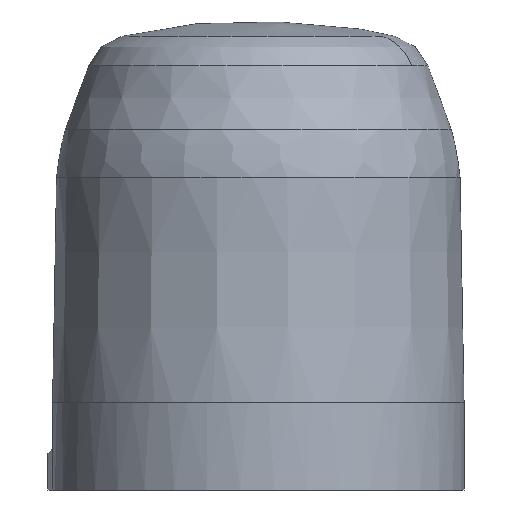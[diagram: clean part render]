
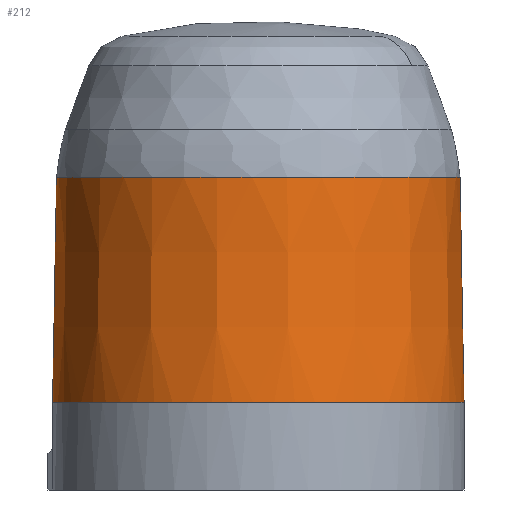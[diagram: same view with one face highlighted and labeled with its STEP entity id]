
A CAD part, front view. The second image highlights one B-rep face of the part: STEP entity #212.
In plain terms, the highlighted conical face has half-angle 1 degrees and reference radius 35.01 mm.
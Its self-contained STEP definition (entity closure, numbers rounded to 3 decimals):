
#180=CONICAL_SURFACE('',#476,35.01,1.);
#212=ADVANCED_FACE('',(#276,#277),#180,.T.);
#276=FACE_BOUND('',#293,.T.);
#277=FACE_BOUND('',#294,.T.);
#293=EDGE_LOOP('',(#338));
#294=EDGE_LOOP('',(#339));
#338=ORIENTED_EDGE('',*,*,#431,.T.);
#339=ORIENTED_EDGE('',*,*,#421,.T.);
#393=VERTEX_POINT('',#590);
#401=VERTEX_POINT('',#1025);
#421=EDGE_CURVE('',#393,#393,#453,.T.);
#431=EDGE_CURVE('',#401,#401,#457,.T.);
#453=CIRCLE('',#468,35.001);
#457=CIRCLE('',#475,34.333);
#468=AXIS2_PLACEMENT_3D('',#589,#508,#509);
#475=AXIS2_PLACEMENT_3D('',#1024,#522,#523);
#476=AXIS2_PLACEMENT_3D('',#1054,#524,#525);
#508=DIRECTION('',(0.,0.,1.));
#509=DIRECTION('',(-0.929,0.37,0.));
#522=DIRECTION('',(0.,0.,-1.));
#523=DIRECTION('',(0.929,-0.37,0.));
#524=DIRECTION('',(0.,0.,-1.));
#525=DIRECTION('',(0.947,-0.321,0.));
#589=CARTESIAN_POINT('',(0.,0.,74.834));
#590=CARTESIAN_POINT('',(-32.52,12.945,74.834));
#1024=CARTESIAN_POINT('',(0.,0.,113.107));
#1025=CARTESIAN_POINT('',(31.899,-12.698,113.107));
#1054=CARTESIAN_POINT('',(0.,0.,74.334));
